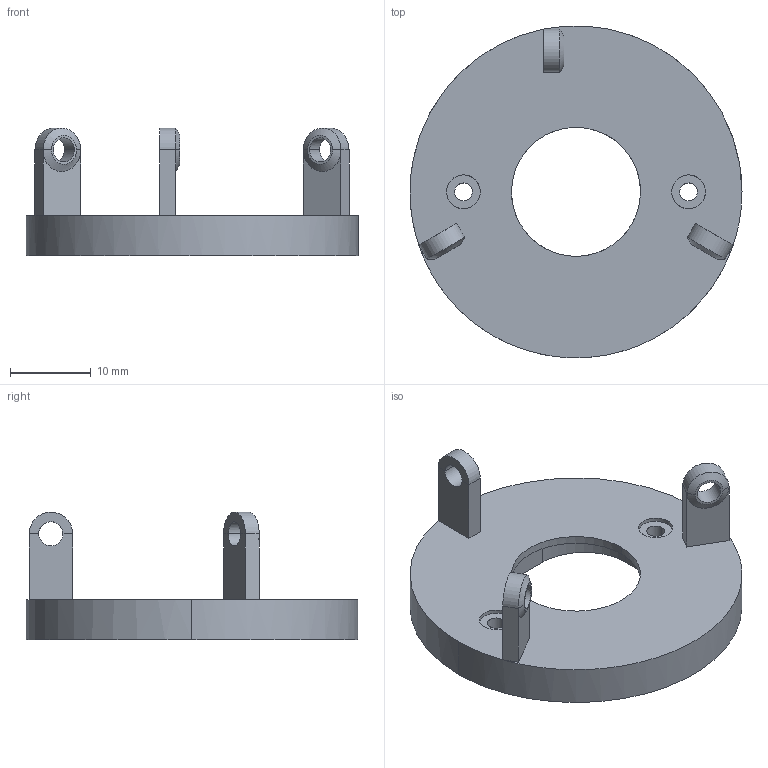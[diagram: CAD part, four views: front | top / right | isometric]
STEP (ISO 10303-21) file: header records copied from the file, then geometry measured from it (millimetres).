
FILE_DESCRIPTION(/* description */ (''),/* implementation_level */ '2;1');
FILE_NAME(/* name */ 'BallBase_34mm_Bearing',/* time_stamp */ '2023-11-10T12:45:25-08:00',/* author */ (''),/* organization */ (''),/* preprocessor_version */ 'ST-DEVELOPER v16.5',/* originating_system */ 'Rhino 7.25',/* authorisation */ '');
FILE_SCHEMA (('CONFIG_CONTROL_DESIGN'));
Length unit declared in the file: millimetre
Products named in the file (1): Document
Bounding box: 41.2 x 41.16 x 15.85 mm (x, y, z)
Volume: 5227.1 mm3; surface area: 3787.9 mm2
Topology: 1 solids, 1 shells, 82 faces, 198 edges, 124 vertices
Faces by surface type: plane 47, cylinder 25, bspline 10
Entity records: 2525 total; most frequent: CARTESIAN_POINT 1103, ORIENTED_EDGE 396, EDGE_CURVE 198, VERTEX_POINT 124, B_SPLINE_CURVE_WITH_KNOTS 110, EDGE_LOOP 100, ADVANCED_FACE 82, FACE_OUTER_BOUND 82
